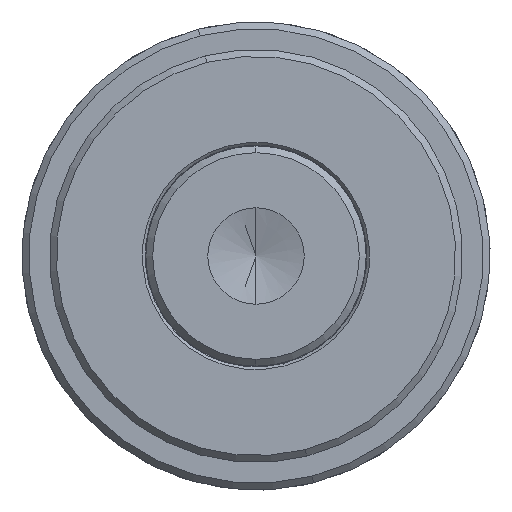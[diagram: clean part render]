
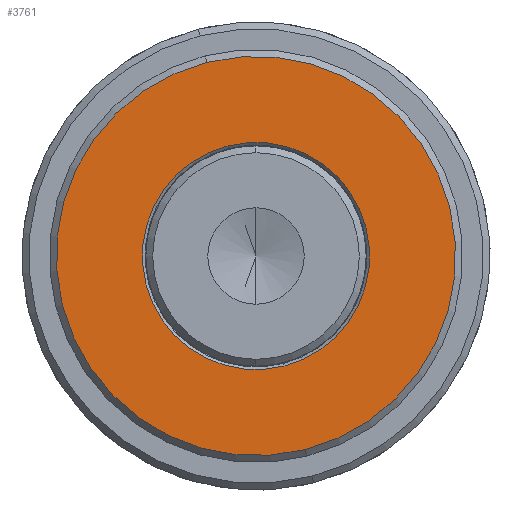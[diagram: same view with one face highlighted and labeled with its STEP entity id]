
A CAD part, front view. The second image highlights one B-rep face of the part: STEP entity #3761.
In plain terms, the highlighted planar face has unit normal (0, -1, 0).
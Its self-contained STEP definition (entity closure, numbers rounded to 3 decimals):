
#39 = DIRECTION ( 'NONE',  ( 0., 1., 0. ) ) ;
#1068 = DIRECTION ( 'NONE',  ( 0., 0., 1. ) ) ;
#1226 = ORIENTED_EDGE ( 'NONE', *, *, #4713, .T. ) ;
#1465 = CARTESIAN_POINT ( 'NONE',  ( 0., 0., 0. ) ) ;
#1572 = VERTEX_POINT ( 'NONE', #4140 ) ;
#1666 = EDGE_CURVE ( 'NONE', #4643, #1572, #7375, .T. ) ;
#1822 = FACE_OUTER_BOUND ( 'NONE', #3174, .T. ) ;
#2048 = CARTESIAN_POINT ( 'NONE',  ( 0., 0., 0. ) ) ;
#2675 = AXIS2_PLACEMENT_3D ( 'NONE', #7610, #39, #6679 ) ;
#3174 = EDGE_LOOP ( 'NONE', ( #6344, #8699 ) ) ;
#3194 = AXIS2_PLACEMENT_3D ( 'NONE', #3933, #9791, #4752 ) ;
#3598 = CARTESIAN_POINT ( 'NONE',  ( 0., 0., -14.5 ) ) ;
#3761 = ADVANCED_FACE ( 'NONE', ( #6156, #1822 ), #5669, .T. ) ;
#3933 = CARTESIAN_POINT ( 'NONE',  ( 0., 0., 0. ) ) ;
#4140 = CARTESIAN_POINT ( 'NONE',  ( 0., 0., -8.25 ) ) ;
#4172 = VERTEX_POINT ( 'NONE', #3598 ) ;
#4643 = VERTEX_POINT ( 'NONE', #8136 ) ;
#4713 = EDGE_CURVE ( 'NONE', #1572, #4643, #8631, .T. ) ;
#4752 = DIRECTION ( 'NONE',  ( 0., 0., 1. ) ) ;
#4764 = DIRECTION ( 'NONE',  ( 0., 0., -1. ) ) ;
#4775 = DIRECTION ( 'NONE',  ( 0., 0., 1. ) ) ;
#5070 = EDGE_CURVE ( 'NONE', #8151, #4172, #6148, .T. ) ;
#5669 = PLANE ( 'NONE',  #9222 ) ;
#6148 = CIRCLE ( 'NONE', #3194, 14.5 ) ;
#6156 = FACE_BOUND ( 'NONE', #10739, .T. ) ;
#6344 = ORIENTED_EDGE ( 'NONE', *, *, #5070, .F. ) ;
#6628 = CARTESIAN_POINT ( 'NONE',  ( -14.5, 0., 0. ) ) ;
#6679 = DIRECTION ( 'NONE',  ( 0., 0., 1. ) ) ;
#6801 = ORIENTED_EDGE ( 'NONE', *, *, #1666, .T. ) ;
#7375 = CIRCLE ( 'NONE', #10155, 8.25 ) ;
#7610 = CARTESIAN_POINT ( 'NONE',  ( 0., 0., 0. ) ) ;
#7938 = DIRECTION ( 'NONE',  ( 0., 1., 0. ) ) ;
#8136 = CARTESIAN_POINT ( 'NONE',  ( 0., 0., 8.25 ) ) ;
#8151 = VERTEX_POINT ( 'NONE', #8356 ) ;
#8263 = CIRCLE ( 'NONE', #2675, 14.5 ) ;
#8356 = CARTESIAN_POINT ( 'NONE',  ( 0., 0., 14.5 ) ) ;
#8631 = CIRCLE ( 'NONE', #8649, 8.25 ) ;
#8649 = AXIS2_PLACEMENT_3D ( 'NONE', #1465, #9173, #4775 ) ;
#8699 = ORIENTED_EDGE ( 'NONE', *, *, #10584, .F. ) ;
#9173 = DIRECTION ( 'NONE',  ( 0., 1., 0. ) ) ;
#9222 = AXIS2_PLACEMENT_3D ( 'NONE', #6628, #9851, #4764 ) ;
#9791 = DIRECTION ( 'NONE',  ( 0., 1., 0. ) ) ;
#9851 = DIRECTION ( 'NONE',  ( 0., -1., 0. ) ) ;
#10155 = AXIS2_PLACEMENT_3D ( 'NONE', #2048, #7938, #1068 ) ;
#10584 = EDGE_CURVE ( 'NONE', #4172, #8151, #8263, .T. ) ;
#10739 = EDGE_LOOP ( 'NONE', ( #1226, #6801 ) ) ;
